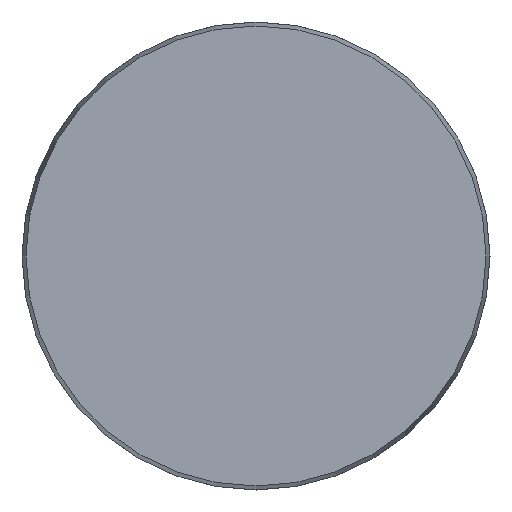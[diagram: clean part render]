
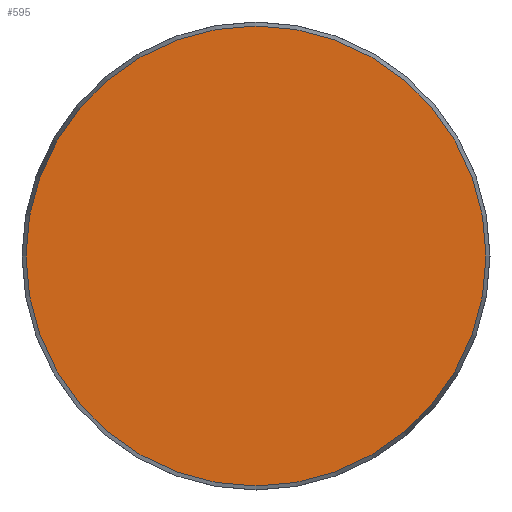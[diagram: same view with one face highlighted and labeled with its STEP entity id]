
A CAD part, front view. The second image highlights one B-rep face of the part: STEP entity #595.
In plain terms, the highlighted planar face has unit normal (0, -1, 0).
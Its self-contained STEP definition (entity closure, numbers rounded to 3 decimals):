
#69 = EDGE_CURVE ( 'NONE', #534, #534, #125, .T. ) ;
#82 = CARTESIAN_POINT ( 'NONE',  ( 0., 0., -49.143 ) ) ;
#107 = CARTESIAN_POINT ( 'NONE',  ( 0., 0., 0. ) ) ;
#125 = CIRCLE ( 'NONE', #657, 49.143 ) ;
#293 = DIRECTION ( 'NONE',  ( 0., 0., -1. ) ) ;
#295 = FACE_OUTER_BOUND ( 'NONE', #329, .T. ) ;
#304 = CARTESIAN_POINT ( 'NONE',  ( -49.143, 0., 0. ) ) ;
#305 = AXIS2_PLACEMENT_3D ( 'NONE', #304, #367, #475 ) ;
#329 = EDGE_LOOP ( 'NONE', ( #570 ) ) ;
#349 = DIRECTION ( 'NONE',  ( 0., -1., 0. ) ) ;
#367 = DIRECTION ( 'NONE',  ( 0., 1., 0. ) ) ;
#475 = DIRECTION ( 'NONE',  ( 0., 0., 1. ) ) ;
#534 = VERTEX_POINT ( 'NONE', #82 ) ;
#547 = PLANE ( 'NONE',  #305 ) ;
#570 = ORIENTED_EDGE ( 'NONE', *, *, #69, .T. ) ;
#595 = ADVANCED_FACE ( 'NONE', ( #295 ), #547, .F. ) ;
#657 = AXIS2_PLACEMENT_3D ( 'NONE', #107, #349, #293 ) ;
